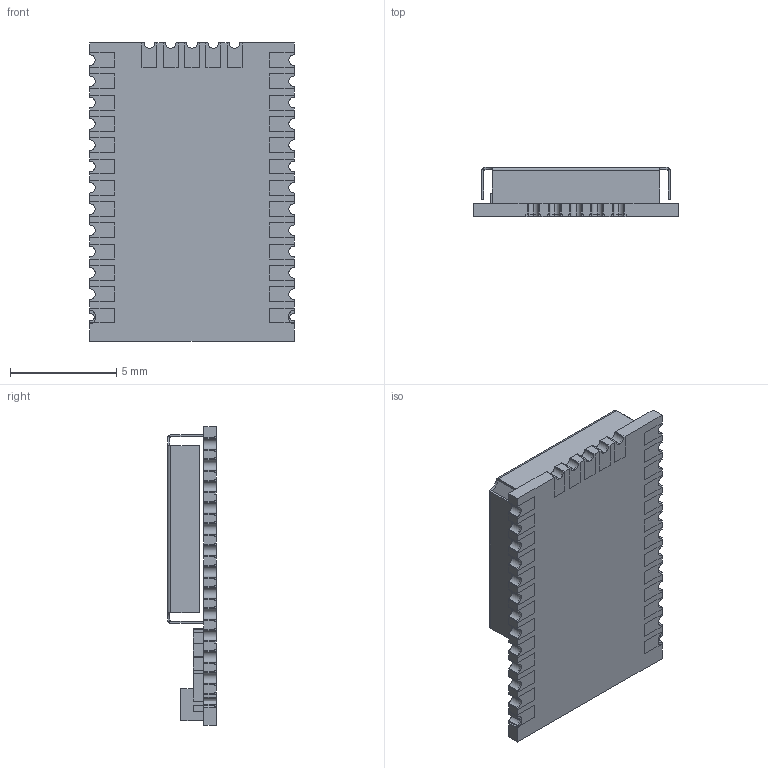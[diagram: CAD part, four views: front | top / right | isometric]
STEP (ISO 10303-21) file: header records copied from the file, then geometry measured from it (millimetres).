
FILE_DESCRIPTION (( 'STEP AP214' ), '1' );
FILE_NAME ('CAM-M8Q-0.STEP', '2024-09-12T04:09:48', ( '' ), ( '' ), 'SwSTEP 2.0', 'SolidWorks 2024', '' );
FILE_SCHEMA (( 'AUTOMOTIVE_DESIGN' ));
Length unit declared in the file: millimetre
Products named in the file (1): CAM-M8Q-0
Bounding box: 9.6 x 2.3 x 14 mm (x, y, z)
Volume: 98.8 mm3; surface area: 680.6 mm2
Topology: 36 solids, 36 shells, 599 faces, 1540 edges, 1024 vertices
Faces by surface type: plane 484, cylinder 115
Entity records: 21377 total; most frequent: CARTESIAN_POINT 3308, ORIENTED_EDGE 3080, DIRECTION 2946, EDGE_CURVE 1540, VECTOR 1302, LINE 1302, VERTEX_POINT 1024, AXIS2_PLACEMENT_3D 822
